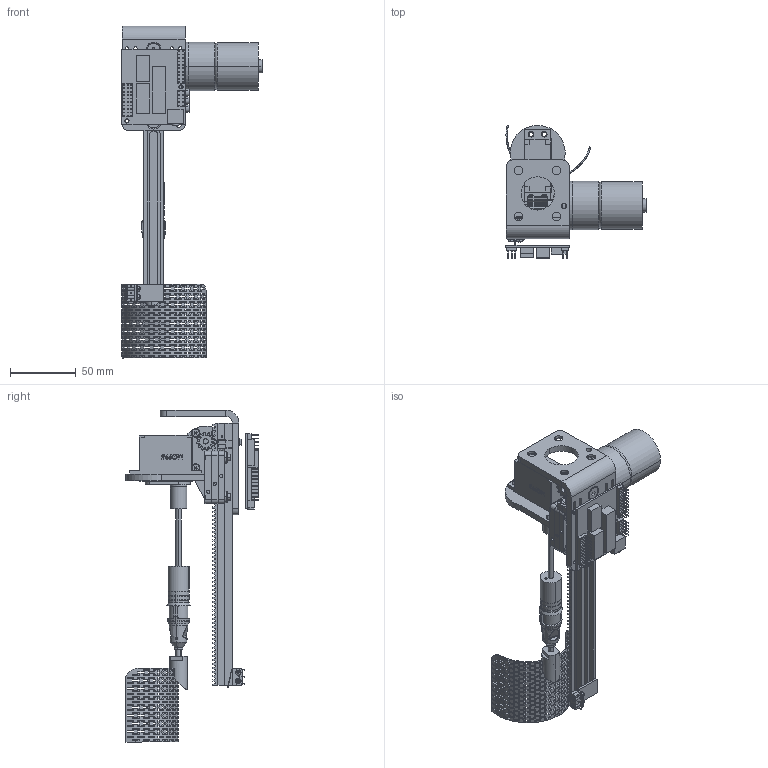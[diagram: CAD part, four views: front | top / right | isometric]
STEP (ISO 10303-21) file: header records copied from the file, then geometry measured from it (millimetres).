
FILE_DESCRIPTION (( 'STEP AP203' ), '1' );
FILE_NAME ('Lift_scanner.STEP', '2014-01-02T15:54:34', ( '' ), ( '' ), 'SwSTEP 2.0', 'SolidWorks 2013', '' );
FILE_SCHEMA (( 'CONFIG_CONTROL_DESIGN' ));
Length unit declared in the file: millimetre
Products named in the file (37): plain washer normal grade a_iso_Washer- 2; R2-1368; Gear-M1Z12-Ramstrom_default; zheng_95a003; Pan Head Cross Recess Screw_ISO_M2 x 10; R2-1370; HS-7985MG; self-clinching nut_pmm_PEMM5-2; hex nut style 1 gradeab_iso_Nut M2; R2-1372; microswitch_micro; socket countersunk head screw_am_M5x20insex; R2-2233; socket countersunk head screw_iso_M5 x 12; R2-1374; R2-3631; socket countersunk head screw_iso_ISO 10642 - M3 x 16 --- 16N; Rack-M1C14L2,3-Ramstrom_fat; board_picaxe_28x; R2-3972; R2-3632; socket head cap screw_iso_M3 x 12 cyl skalle; R2-2230; pan cross head_am_M2x13; R2-1360; R2-1362; Lift_motor_del1; R2-2226; Lift_scanner; HSA-4MM; R2-1364; R2-3626_MG995; R2-2231; R2-3690; R2-1366; rotation_lift; R2-3127
Assembly tree (60 placements, depth 4):
  Lift_scanner
    R2-2233
    Rack-M1C14L2,3-Ramstrom_fat
    Lift_motor_del1
      R2-2230  x2
      R2-2226
      R2-2231  x2
      R2-3127
      zheng_95a003
      self-clinching nut_pmm_PEMM5-2  x4
      socket countersunk head screw_am_M5x20insex  x4
      socket countersunk head screw_iso_ISO 10642 - M3 x 16 --- 16N  x5
      socket head cap screw_iso_M3 x 12 cyl skalle  x3
    rotation_lift
      R2-3626_MG995
    Gear-M1Z12-Ramstrom_default
    HS-7985MG
    microswitch_micro  x2
    R2-3631
    R2-3632
    R2-3690
      R2-1360
        R2-1362
        R2-1364
        R2-1366
        R2-1368
        R2-1370
        R2-1372
        R2-1374
        R2-3972
      HSA-4MM
    plain washer normal grade a_iso_Washer- 2  x4
    Pan Head Cross Recess Screw_ISO_M2 x 10  x2
    hex nut style 1 gradeab_iso_Nut M2  x4
    socket countersunk head screw_iso_M5 x 12  x2
    board_picaxe_28x
    pan cross head_am_M2x13  x2
Bounding box: 106.91 x 102.03 x 253.26 mm (x, y, z)
Volume: 202270.6 mm3; surface area: 117376 mm2
Topology: 60 solids, 61 shells, 3888 faces, 10450 edges, 6772 vertices
Faces by surface type: plane 2977, cylinder 554, cone 216, bspline 77, torus 54, sphere 10
Entity records: 107557 total; most frequent: CARTESIAN_POINT 21962, ORIENTED_EDGE 16874, DIRECTION 16496, EDGE_CURVE 8437, LINE 5710, VECTOR 5710, VERTEX_POINT 5546, AXIS2_PLACEMENT_3D 5393
